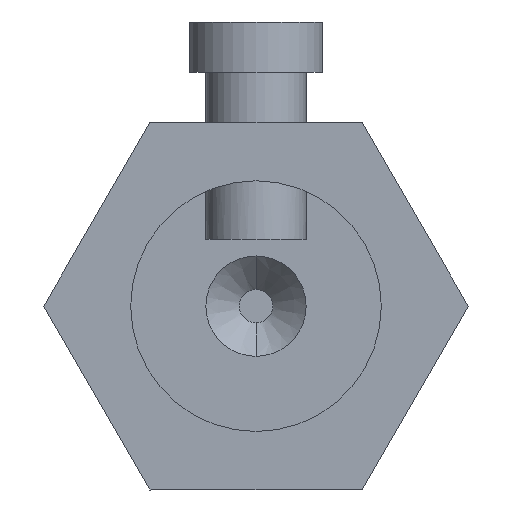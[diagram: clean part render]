
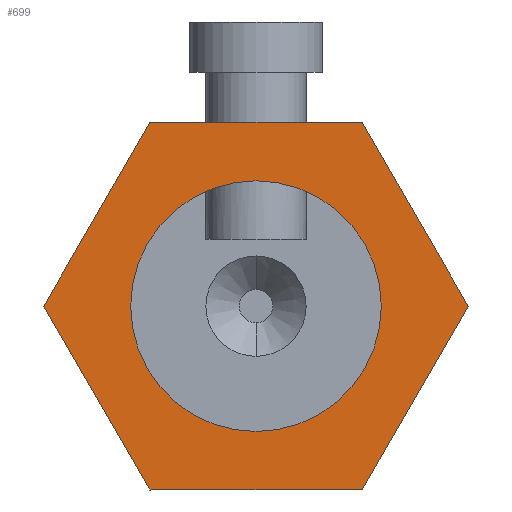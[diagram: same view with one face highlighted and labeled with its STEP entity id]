
A CAD part, front view. The second image highlights one B-rep face of the part: STEP entity #699.
In plain terms, the highlighted planar face has unit normal (0, -1, 0).
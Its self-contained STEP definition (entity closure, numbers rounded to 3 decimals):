
#13 = CARTESIAN_POINT ( 'NONE',  ( -6.351, 0., -11. ) ) ;
#61 = AXIS2_PLACEMENT_3D ( 'NONE', #1345, #1466, #300 ) ;
#66 = CARTESIAN_POINT ( 'NONE',  ( 0., 0., 7.5 ) ) ;
#86 = CARTESIAN_POINT ( 'NONE',  ( 6.351, 0., 11. ) ) ;
#174 = AXIS2_PLACEMENT_3D ( 'NONE', #1001, #426, #557 ) ;
#207 = VERTEX_POINT ( 'NONE', #1215 ) ;
#250 = DIRECTION ( 'NONE',  ( 0., 1., 0. ) ) ;
#270 = ORIENTED_EDGE ( 'NONE', *, *, #1022, .F. ) ;
#300 = DIRECTION ( 'NONE',  ( 0., 0., -1. ) ) ;
#330 = DIRECTION ( 'NONE',  ( 0.5, 0., 0.866 ) ) ;
#354 = DIRECTION ( 'NONE',  ( 0., 0., 1. ) ) ;
#360 = CARTESIAN_POINT ( 'NONE',  ( -12.702, 0., 0. ) ) ;
#379 = ORIENTED_EDGE ( 'NONE', *, *, #825, .F. ) ;
#426 = DIRECTION ( 'NONE',  ( 0., -1., 0. ) ) ;
#429 = VECTOR ( 'NONE', #330, 1000. ) ;
#434 = VERTEX_POINT ( 'NONE', #66 ) ;
#479 = PLANE ( 'NONE',  #1017 ) ;
#495 = EDGE_LOOP ( 'NONE', ( #1321, #900, #270, #800, #998, #671 ) ) ;
#506 = LINE ( 'NONE', #1371, #429 ) ;
#512 = DIRECTION ( 'NONE',  ( -1., 0., 0. ) ) ;
#557 = DIRECTION ( 'NONE',  ( 0., 0., -1. ) ) ;
#591 = VERTEX_POINT ( 'NONE', #1132 ) ;
#593 = EDGE_CURVE ( 'NONE', #1198, #937, #506, .T. ) ;
#644 = LINE ( 'NONE', #954, #987 ) ;
#666 = CARTESIAN_POINT ( 'NONE',  ( -6.351, 0., 11. ) ) ;
#671 = ORIENTED_EDGE ( 'NONE', *, *, #1477, .F. ) ;
#699 = ADVANCED_FACE ( 'NONE', ( #1067, #842 ), #479, .F. ) ;
#701 = LINE ( 'NONE', #974, #783 ) ;
#729 = EDGE_CURVE ( 'NONE', #207, #1165, #1354, .T. ) ;
#783 = VECTOR ( 'NONE', #977, 1000. ) ;
#800 = ORIENTED_EDGE ( 'NONE', *, *, #841, .F. ) ;
#815 = LINE ( 'NONE', #86, #1205 ) ;
#825 = EDGE_CURVE ( 'NONE', #434, #1219, #1146, .T. ) ;
#841 = EDGE_CURVE ( 'NONE', #937, #1357, #701, .T. ) ;
#842 = FACE_OUTER_BOUND ( 'NONE', #495, .T. ) ;
#900 = ORIENTED_EDGE ( 'NONE', *, *, #1491, .F. ) ;
#937 = VERTEX_POINT ( 'NONE', #666 ) ;
#954 = CARTESIAN_POINT ( 'NONE',  ( 12.702, 0., 0. ) ) ;
#974 = CARTESIAN_POINT ( 'NONE',  ( -6.351, 0., 11. ) ) ;
#976 = DIRECTION ( 'NONE',  ( -0.5, 0., 0.866 ) ) ;
#977 = DIRECTION ( 'NONE',  ( 1., 0., 0. ) ) ;
#979 = EDGE_CURVE ( 'NONE', #1219, #434, #993, .T. ) ;
#987 = VECTOR ( 'NONE', #1439, 1000. ) ;
#993 = CIRCLE ( 'NONE', #174, 7.5 ) ;
#998 = ORIENTED_EDGE ( 'NONE', *, *, #593, .F. ) ;
#1001 = CARTESIAN_POINT ( 'NONE',  ( 0., 0., 0. ) ) ;
#1017 = AXIS2_PLACEMENT_3D ( 'NONE', #1043, #250, #354 ) ;
#1022 = EDGE_CURVE ( 'NONE', #1357, #591, #815, .T. ) ;
#1037 = VECTOR ( 'NONE', #512, 1000. ) ;
#1043 = CARTESIAN_POINT ( 'NONE',  ( 0., 0., 0. ) ) ;
#1067 = FACE_BOUND ( 'NONE', #1404, .T. ) ;
#1083 = ORIENTED_EDGE ( 'NONE', *, *, #979, .F. ) ;
#1132 = CARTESIAN_POINT ( 'NONE',  ( 12.702, 0., 0. ) ) ;
#1146 = CIRCLE ( 'NONE', #61, 7.5 ) ;
#1147 = CARTESIAN_POINT ( 'NONE',  ( 0., 0., -7.5 ) ) ;
#1165 = VERTEX_POINT ( 'NONE', #1518 ) ;
#1170 = CARTESIAN_POINT ( 'NONE',  ( 6.351, 0., 11. ) ) ;
#1198 = VERTEX_POINT ( 'NONE', #360 ) ;
#1205 = VECTOR ( 'NONE', #1352, 1000. ) ;
#1215 = CARTESIAN_POINT ( 'NONE',  ( 6.351, 0., -11. ) ) ;
#1219 = VERTEX_POINT ( 'NONE', #1147 ) ;
#1278 = VECTOR ( 'NONE', #976, 1000. ) ;
#1311 = CARTESIAN_POINT ( 'NONE',  ( 6.351, 0., -11. ) ) ;
#1321 = ORIENTED_EDGE ( 'NONE', *, *, #729, .F. ) ;
#1345 = CARTESIAN_POINT ( 'NONE',  ( 0., 0., 0. ) ) ;
#1352 = DIRECTION ( 'NONE',  ( 0.5, 0., -0.866 ) ) ;
#1354 = LINE ( 'NONE', #1311, #1037 ) ;
#1357 = VERTEX_POINT ( 'NONE', #1170 ) ;
#1371 = CARTESIAN_POINT ( 'NONE',  ( -12.702, 0., 0. ) ) ;
#1377 = LINE ( 'NONE', #13, #1278 ) ;
#1404 = EDGE_LOOP ( 'NONE', ( #1083, #379 ) ) ;
#1439 = DIRECTION ( 'NONE',  ( -0.5, 0., -0.866 ) ) ;
#1466 = DIRECTION ( 'NONE',  ( 0., -1., 0. ) ) ;
#1477 = EDGE_CURVE ( 'NONE', #1165, #1198, #1377, .T. ) ;
#1491 = EDGE_CURVE ( 'NONE', #591, #207, #644, .T. ) ;
#1518 = CARTESIAN_POINT ( 'NONE',  ( -6.351, 0., -11. ) ) ;
